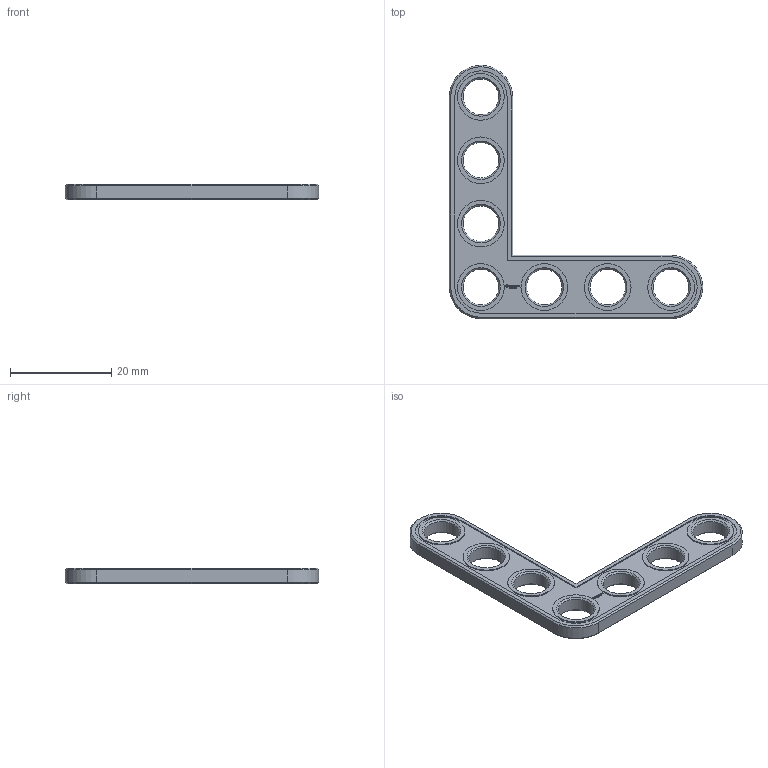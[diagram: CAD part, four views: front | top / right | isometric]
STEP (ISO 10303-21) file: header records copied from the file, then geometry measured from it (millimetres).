
FILE_DESCRIPTION(('FreeCAD Model'),'2;1');
FILE_NAME('Open CASCADE Shape Model','2024-02-09T22:15:35',(''),(''), 'Open CASCADE STEP processor 7.6','FreeCAD','Unknown');
FILE_SCHEMA(('AUTOMOTIVE_DESIGN { 1 0 10303 214 1 1 1 1 }'));
Length unit declared in the file: millimetre
Products named in the file (1): Brace AGD 90 SYM ERR BU04x00.25 - SPN-BRC-0612 (stemfie.org)
Bounding box: 50 x 50 x 3.12 mm (x, y, z)
Volume: 2337.2 mm3; surface area: 2588.3 mm2
Topology: 1 solids, 1 shells, 574 faces, 1565 edges, 1034 vertices
Faces by surface type: plane 338, extrusion 196, cone 20, cylinder 20
Full cylindrical faces by diameter (mm): 7 x7, 9.2 x7
Entity records: 39814 total; most frequent: CARTESIAN_POINT 9953, DIRECTION 4715, VECTOR 3804, LINE 3608, ORIENTED_EDGE 3130, PCURVE 3130, DEFINITIONAL_REPRESENTATION 3130, EDGE_CURVE 1565
